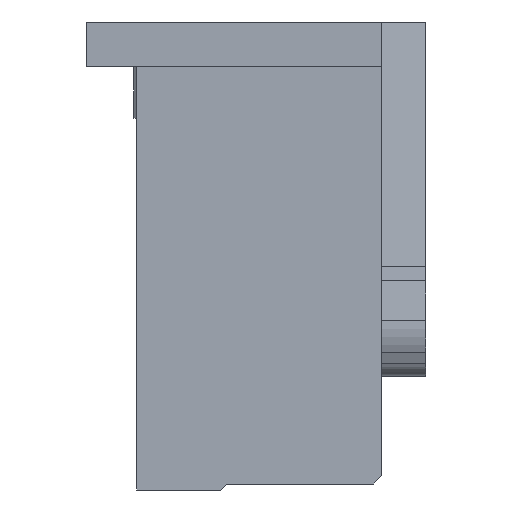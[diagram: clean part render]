
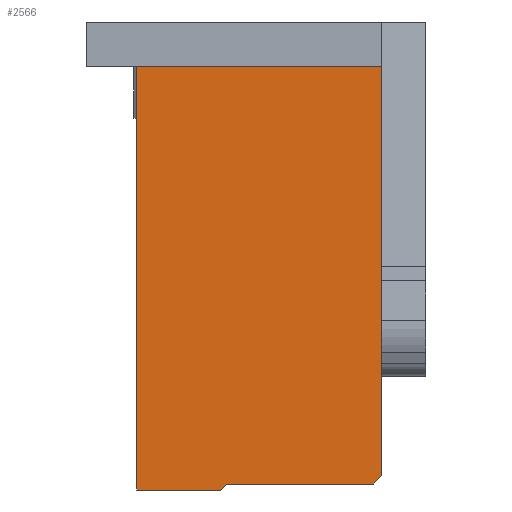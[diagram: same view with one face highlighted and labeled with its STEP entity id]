
A CAD part, left-side view. The second image highlights one B-rep face of the part: STEP entity #2566.
In plain terms, the highlighted planar face has unit normal (-1, 0, 0).
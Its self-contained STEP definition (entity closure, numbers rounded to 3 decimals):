
#9=DIRECTION('',(0.,-1.,0.));
#10=VECTOR('',#9,1.408);
#11=CARTESIAN_POINT('',(-6.6,2.05,-3.925));
#12=LINE('',#11,#10);
#263=DIRECTION('',(0.,0.,1.));
#264=VECTOR('',#263,6.85);
#265=CARTESIAN_POINT('',(-6.6,-2.05,-3.675));
#266=LINE('',#265,#264);
#737=DIRECTION('',(0.,-1.,0.));
#738=VECTOR('',#737,4.1);
#739=CARTESIAN_POINT('',(-6.6,2.05,3.175));
#740=LINE('',#739,#738);
#741=DIRECTION('',(0.,0.637,-0.771));
#742=VECTOR('',#741,0.195);
#743=CARTESIAN_POINT('',(-6.6,-2.05,-3.675));
#744=LINE('',#743,#742);
#745=DIRECTION('',(0.,1.,0.));
#746=VECTOR('',#745,2.45);
#747=CARTESIAN_POINT('',(-6.6,-1.926,-3.825));
#748=LINE('',#747,#746);
#749=DIRECTION('',(0.,0.762,-0.648));
#750=VECTOR('',#749,0.154);
#751=CARTESIAN_POINT('',(-6.6,0.524,-3.825));
#752=LINE('',#751,#750);
#753=DIRECTION('',(0.,0.,1.));
#754=VECTOR('',#753,7.1);
#755=CARTESIAN_POINT('',(-6.6,2.05,-3.925));
#756=LINE('',#755,#754);
#1501=CARTESIAN_POINT('',(-6.6,2.05,-3.925));
#1502=CARTESIAN_POINT('',(-6.6,2.05,3.175));
#1503=VERTEX_POINT('',#1501);
#1504=VERTEX_POINT('',#1502);
#1509=CARTESIAN_POINT('',(-6.6,-1.926,-3.825));
#1510=CARTESIAN_POINT('',(-6.6,0.524,-3.825));
#1511=VERTEX_POINT('',#1509);
#1512=VERTEX_POINT('',#1510);
#1517=CARTESIAN_POINT('',(-6.6,0.642,-3.925));
#1518=VERTEX_POINT('',#1517);
#1522=CARTESIAN_POINT('',(-6.6,-2.05,3.175));
#1524=VERTEX_POINT('',#1522);
#1533=CARTESIAN_POINT('',(-6.6,-2.05,-3.675));
#1534=VERTEX_POINT('',#1533);
#2550=CARTESIAN_POINT('',(-6.6,2.05,-3.925));
#2551=DIRECTION('',(-1.,0.,0.));
#2552=DIRECTION('',(0.,-1.,0.));
#2553=AXIS2_PLACEMENT_3D('',#2550,#2551,#2552);
#2554=PLANE('',#2553);
#2555=ORIENTED_EDGE('',*,*,#2164,.T.);
#2556=ORIENTED_EDGE('',*,*,#2215,.F.);
#2558=ORIENTED_EDGE('',*,*,#2557,.T.);
#2559=ORIENTED_EDGE('',*,*,#2490,.T.);
#2561=ORIENTED_EDGE('',*,*,#2560,.T.);
#2562=ORIENTED_EDGE('',*,*,#1958,.F.);
#2563=ORIENTED_EDGE('',*,*,#2063,.T.);
#2564=EDGE_LOOP('',(#2555,#2556,#2558,#2559,#2561,#2562,#2563));
#2565=FACE_OUTER_BOUND('',#2564,.F.);
#2566=ADVANCED_FACE('',(#2565),#2554,.T.);
#1958=EDGE_CURVE('',#1503,#1518,#12,.T.);
#2063=EDGE_CURVE('',#1503,#1504,#756,.T.);
#2164=EDGE_CURVE('',#1504,#1524,#740,.T.);
#2215=EDGE_CURVE('',#1534,#1524,#266,.T.);
#2490=EDGE_CURVE('',#1511,#1512,#748,.T.);
#2557=EDGE_CURVE('',#1534,#1511,#744,.T.);
#2560=EDGE_CURVE('',#1512,#1518,#752,.T.);
